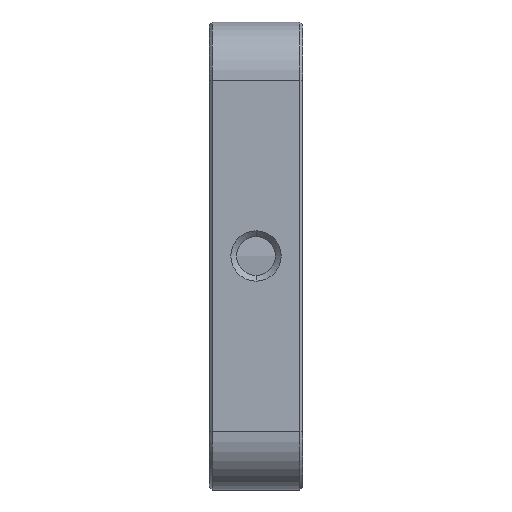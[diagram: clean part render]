
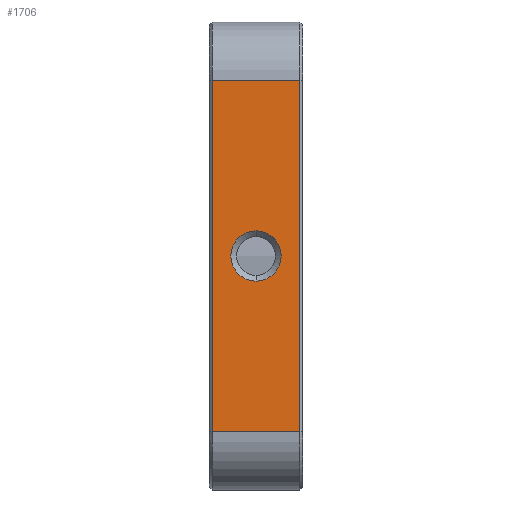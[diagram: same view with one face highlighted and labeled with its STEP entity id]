
A CAD part, front view. The second image highlights one B-rep face of the part: STEP entity #1706.
In plain terms, the highlighted planar face has unit normal (0, -1, 0).
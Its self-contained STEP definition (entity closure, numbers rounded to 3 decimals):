
#102 = PLANE ( 'NONE',  #7503 ) ;
#273 = CIRCLE ( 'NONE', #4215, 2.15 ) ;
#327 = EDGE_CURVE ( 'NONE', #4733, #4313, #3957, .T. ) ;
#341 = CARTESIAN_POINT ( 'NONE',  ( -10.71, -17.891, 55. ) ) ;
#558 = CARTESIAN_POINT ( 'NONE',  ( -10.71, -17.891, 25. ) ) ;
#804 = ORIENTED_EDGE ( 'NONE', *, *, #6748, .T. ) ;
#813 = VECTOR ( 'NONE', #816, 1000. ) ;
#816 = DIRECTION ( 'NONE',  ( 0., 0., -1. ) ) ;
#860 = EDGE_CURVE ( 'NONE', #5647, #4146, #6782, .T. ) ;
#1042 = ORIENTED_EDGE ( 'NONE', *, *, #327, .T. ) ;
#1059 = ORIENTED_EDGE ( 'NONE', *, *, #860, .T. ) ;
#1188 = CARTESIAN_POINT ( 'NONE',  ( -14.71, -17.891, 40. ) ) ;
#1557 = CARTESIAN_POINT ( 'NONE',  ( -18.46, -17.891, 25. ) ) ;
#1706 = ADVANCED_FACE ( 'NONE', ( #4027, #6338 ), #102, .F. ) ;
#1800 = DIRECTION ( 'NONE',  ( 0., 0., -1. ) ) ;
#2057 = DIRECTION ( 'NONE',  ( 0., 0., -1. ) ) ;
#2512 = CARTESIAN_POINT ( 'NONE',  ( -10.96, -17.891, 25. ) ) ;
#3254 = DIRECTION ( 'NONE',  ( 0., 1., 0. ) ) ;
#3369 = DIRECTION ( 'NONE',  ( -1., 0., 0. ) ) ;
#3452 = ORIENTED_EDGE ( 'NONE', *, *, #6495, .F. ) ;
#3519 = CARTESIAN_POINT ( 'NONE',  ( -14.71, -17.891, 42.15 ) ) ;
#3564 = LINE ( 'NONE', #4455, #813 ) ;
#3609 = EDGE_CURVE ( 'NONE', #7737, #4898, #273, .T. ) ;
#3660 = EDGE_CURVE ( 'NONE', #4146, #4733, #4670, .T. ) ;
#3871 = CARTESIAN_POINT ( 'NONE',  ( -14.71, -17.891, 40. ) ) ;
#3957 = LINE ( 'NONE', #341, #4143 ) ;
#4027 = FACE_BOUND ( 'NONE', #5101, .T. ) ;
#4143 = VECTOR ( 'NONE', #3369, 1000. ) ;
#4146 = VERTEX_POINT ( 'NONE', #2512 ) ;
#4183 = VECTOR ( 'NONE', #4263, 1000. ) ;
#4205 = EDGE_LOOP ( 'NONE', ( #1042, #804, #1059, #7796 ) ) ;
#4215 = AXIS2_PLACEMENT_3D ( 'NONE', #1188, #5453, #1800 ) ;
#4263 = DIRECTION ( 'NONE',  ( 0., 0., 1. ) ) ;
#4313 = VERTEX_POINT ( 'NONE', #6871 ) ;
#4316 = CARTESIAN_POINT ( 'NONE',  ( -10.96, -17.891, 55. ) ) ;
#4413 = ORIENTED_EDGE ( 'NONE', *, *, #3609, .F. ) ;
#4455 = CARTESIAN_POINT ( 'NONE',  ( -18.46, -17.891, 60. ) ) ;
#4587 = VECTOR ( 'NONE', #5368, 1000. ) ;
#4670 = LINE ( 'NONE', #5564, #4183 ) ;
#4733 = VERTEX_POINT ( 'NONE', #4316 ) ;
#4872 = CARTESIAN_POINT ( 'NONE',  ( -14.71, -17.891, 37.85 ) ) ;
#4898 = VERTEX_POINT ( 'NONE', #4872 ) ;
#5101 = EDGE_LOOP ( 'NONE', ( #3452, #4413 ) ) ;
#5140 = CARTESIAN_POINT ( 'NONE',  ( -10.71, -17.891, 60. ) ) ;
#5368 = DIRECTION ( 'NONE',  ( 1., 0., 0. ) ) ;
#5453 = DIRECTION ( 'NONE',  ( 0., -1., 0. ) ) ;
#5564 = CARTESIAN_POINT ( 'NONE',  ( -10.96, -17.891, 55. ) ) ;
#5647 = VERTEX_POINT ( 'NONE', #1557 ) ;
#6195 = AXIS2_PLACEMENT_3D ( 'NONE', #3871, #6339, #2057 ) ;
#6338 = FACE_OUTER_BOUND ( 'NONE', #4205, .T. ) ;
#6339 = DIRECTION ( 'NONE',  ( 0., -1., 0. ) ) ;
#6417 = DIRECTION ( 'NONE',  ( 0., 0., 1. ) ) ;
#6495 = EDGE_CURVE ( 'NONE', #4898, #7737, #7018, .T. ) ;
#6748 = EDGE_CURVE ( 'NONE', #4313, #5647, #3564, .T. ) ;
#6782 = LINE ( 'NONE', #558, #4587 ) ;
#6871 = CARTESIAN_POINT ( 'NONE',  ( -18.46, -17.891, 55. ) ) ;
#7018 = CIRCLE ( 'NONE', #6195, 2.15 ) ;
#7503 = AXIS2_PLACEMENT_3D ( 'NONE', #5140, #3254, #6417 ) ;
#7737 = VERTEX_POINT ( 'NONE', #3519 ) ;
#7796 = ORIENTED_EDGE ( 'NONE', *, *, #3660, .T. ) ;
